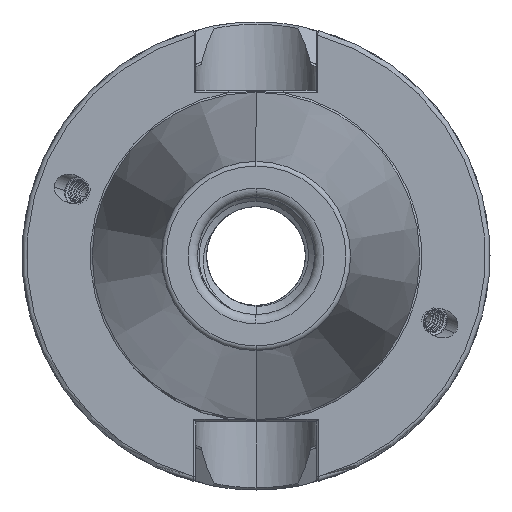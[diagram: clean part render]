
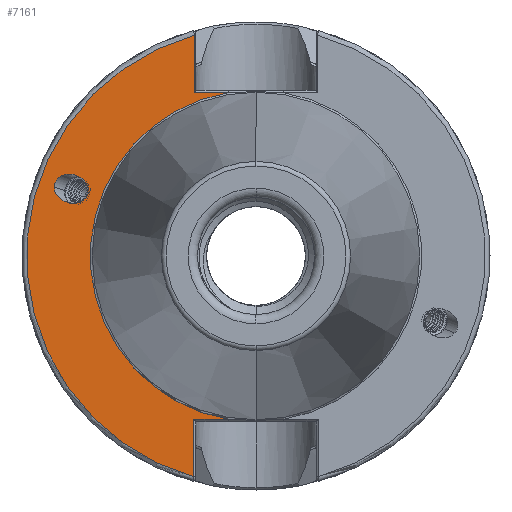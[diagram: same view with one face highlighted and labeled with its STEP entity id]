
A CAD part, left-side view. The second image highlights one B-rep face of the part: STEP entity #7161.
In plain terms, the highlighted planar face has unit normal (-1, 0, 0).
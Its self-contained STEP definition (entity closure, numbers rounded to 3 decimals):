
#2121 =( BOUNDED_CURVE ( )  B_SPLINE_CURVE ( 3, ( #20493, #20533, #20489, #20534 ),
 .UNSPECIFIED., .F., .T. ) 
 B_SPLINE_CURVE_WITH_KNOTS ( ( 4, 4 ),
 ( 0., 0.29 ),
 .UNSPECIFIED. ) 
 CURVE ( )  GEOMETRIC_REPRESENTATION_ITEM ( )  RATIONAL_B_SPLINE_CURVE ( ( 1., 0.993, 0.993, 1. ) ) 
 REPRESENTATION_ITEM ( '' )  );
#2529 = LINE ( 'NONE', #16378, #2538 ) ;
#2530 = VECTOR ( 'NONE', #16382, 1000. ) ;
#2538 = VECTOR ( 'NONE', #16363, 1000. ) ;
#2557 = CIRCLE ( 'NONE', #28556, 49. ) ;
#2569 = LINE ( 'NONE', #16339, #2530 ) ;
#2581 = CIRCLE ( 'NONE', #28551, 35.398 ) ;
#2585 = LINE ( 'NONE', #16474, #2588 ) ;
#2588 = VECTOR ( 'NONE', #16458, 1000. ) ;
#2592 = VECTOR ( 'NONE', #16596, 1000. ) ;
#2618 = LINE ( 'NONE', #16611, #2592 ) ;
#7161 = ADVANCED_FACE ( 'NONE', ( #28423, #28400 ), #11415, .T. ) ;
#8024 = CARTESIAN_POINT ( 'NONE',  ( 0., 35.968, 13.091 ) ) ;
#8038 = CARTESIAN_POINT ( 'NONE',  ( 0., 43.118, 14.766 ) ) ;
#8053 = CARTESIAN_POINT ( 'NONE',  ( 0., 35.816, 13.963 ) ) ;
#8849 = EDGE_LOOP ( 'NONE', ( #8964, #9013, #8970 ) ) ;
#8891 = ORIENTED_EDGE ( 'NONE', *, *, #25268, .T. ) ;
#8910 = ORIENTED_EDGE ( 'NONE', *, *, #25303, .T. ) ;
#8921 = ORIENTED_EDGE ( 'NONE', *, *, #25270, .T. ) ;
#8946 = ORIENTED_EDGE ( 'NONE', *, *, #25284, .T. ) ;
#8964 = ORIENTED_EDGE ( 'NONE', *, *, #21011, .F. ) ;
#8970 = ORIENTED_EDGE ( 'NONE', *, *, #25323, .F. ) ;
#8981 = ORIENTED_EDGE ( 'NONE', *, *, #25278, .F. ) ;
#9006 = ORIENTED_EDGE ( 'NONE', *, *, #25269, .T. ) ;
#9013 = ORIENTED_EDGE ( 'NONE', *, *, #25299, .F. ) ;
#9582 = VERTEX_POINT ( 'NONE', #23972 ) ;
#9603 = VERTEX_POINT ( 'NONE', #23979 ) ;
#9616 = VERTEX_POINT ( 'NONE', #23973 ) ;
#9627 = VERTEX_POINT ( 'NONE', #23967 ) ;
#9649 = VERTEX_POINT ( 'NONE', #23982 ) ;
#9785 = VERTEX_POINT ( 'NONE', #24007 ) ;
#11415 = PLANE ( 'NONE',  #15686 ) ;
#11423 = DIRECTION ( 'NONE',  ( -1., 0., 0. ) ) ;
#11453 = CARTESIAN_POINT ( 'NONE',  ( 0., 35.398, 0. ) ) ;
#11455 = DIRECTION ( 'NONE',  ( 0., 0., 1. ) ) ;
#15686 = AXIS2_PLACEMENT_3D ( 'NONE', #11453, #11423, #11455 ) ;
#16339 = CARTESIAN_POINT ( 'NONE',  ( 0., -12.85, -34.9 ) ) ;
#16355 = DIRECTION ( 'NONE',  ( 0., 0., -1. ) ) ;
#16363 = DIRECTION ( 'NONE',  ( 0., 0., 1. ) ) ;
#16373 = CARTESIAN_POINT ( 'NONE',  ( 0., 0., 0. ) ) ;
#16378 = CARTESIAN_POINT ( 'NONE',  ( 0., 13.279, -35.4 ) ) ;
#16382 = DIRECTION ( 'NONE',  ( 0., -1., 0. ) ) ;
#16385 = DIRECTION ( 'NONE',  ( 1., 0., 0. ) ) ;
#16401 = CARTESIAN_POINT ( 'NONE',  ( 0., 0., 0. ) ) ;
#16408 = DIRECTION ( 'NONE',  ( 0., 0., -1. ) ) ;
#16423 = DIRECTION ( 'NONE',  ( 1., 0., 0. ) ) ;
#16458 = DIRECTION ( 'NONE',  ( 0., 0., 1. ) ) ;
#16474 = CARTESIAN_POINT ( 'NONE',  ( 0., 13.194, 0. ) ) ;
#16500 = CARTESIAN_POINT ( 'NONE',  ( 0., 43.118, 9.99 ) ) ;
#16504 = CARTESIAN_POINT ( 'NONE',  ( 0., 37.57, 8.69 ) ) ;
#16508 = CARTESIAN_POINT ( 'NONE',  ( 0., 35.968, 13.091 ) ) ;
#16522 = CARTESIAN_POINT ( 'NONE',  ( 0., 43.118, 14.766 ) ) ;
#16596 = DIRECTION ( 'NONE',  ( 0., 1., 0. ) ) ;
#16611 = CARTESIAN_POINT ( 'NONE',  ( 0., 35.398, 34.9 ) ) ;
#16697 = CARTESIAN_POINT ( 'NONE',  ( 0., 35.816, 13.963 ) ) ;
#16710 = CARTESIAN_POINT ( 'NONE',  ( 0., 35.816, 20.184 ) ) ;
#16745 = CARTESIAN_POINT ( 'NONE',  ( 0., 43.118, 20.987 ) ) ;
#16760 = CARTESIAN_POINT ( 'NONE',  ( 0., 43.118, 14.766 ) ) ;
#18030 =( BOUNDED_CURVE ( )  B_SPLINE_CURVE ( 3, ( #16522, #16500, #16504, #16508 ),
 .UNSPECIFIED., .F., .F. ) 
 B_SPLINE_CURVE_WITH_KNOTS ( ( 4, 4 ),
 ( 3.431, 6.283 ),
 .UNSPECIFIED. ) 
 CURVE ( )  GEOMETRIC_REPRESENTATION_ITEM ( )  RATIONAL_B_SPLINE_CURVE ( ( 1., 0.43, 0.43, 1. ) ) 
 REPRESENTATION_ITEM ( '' )  );
#18048 =( BOUNDED_CURVE ( )  B_SPLINE_CURVE ( 3, ( #16697, #16710, #16745, #16760 ),
 .UNSPECIFIED., .F., .F. ) 
 B_SPLINE_CURVE_WITH_KNOTS ( ( 4, 4 ),
 ( 0.29, 3.431 ),
 .UNSPECIFIED. ) 
 CURVE ( )  GEOMETRIC_REPRESENTATION_ITEM ( )  RATIONAL_B_SPLINE_CURVE ( ( 1., 0.333, 0.333, 1. ) ) 
 REPRESENTATION_ITEM ( '' )  );
#20489 = CARTESIAN_POINT ( 'NONE',  ( 0., 35.816, 13.662 ) ) ;
#20493 = CARTESIAN_POINT ( 'NONE',  ( 0., 35.968, 13.091 ) ) ;
#20533 = CARTESIAN_POINT ( 'NONE',  ( 0., 35.867, 13.369 ) ) ;
#20534 = CARTESIAN_POINT ( 'NONE',  ( 0., 35.816, 13.963 ) ) ;
#21011 = EDGE_CURVE ( 'NONE', #27529, #27546, #2121, .T. ) ;
#23967 = CARTESIAN_POINT ( 'NONE',  ( 0., 13.194, 47.19 ) ) ;
#23972 = CARTESIAN_POINT ( 'NONE',  ( 0., 13.194, 34.9 ) ) ;
#23973 = CARTESIAN_POINT ( 'NONE',  ( 0., 13.279, -34.9 ) ) ;
#23979 = CARTESIAN_POINT ( 'NONE',  ( 0., 13.279, -47.166 ) ) ;
#23982 = CARTESIAN_POINT ( 'NONE',  ( 0., 5.916, 34.9 ) ) ;
#24007 = CARTESIAN_POINT ( 'NONE',  ( 0., 5.916, -34.9 ) ) ;
#25268 = EDGE_CURVE ( 'NONE', #9785, #9649, #2581, .T. ) ;
#25269 = EDGE_CURVE ( 'NONE', #9603, #9616, #2529, .T. ) ;
#25270 = EDGE_CURVE ( 'NONE', #9616, #9785, #2569, .T. ) ;
#25278 = EDGE_CURVE ( 'NONE', #9603, #9627, #2557, .T. ) ;
#25284 = EDGE_CURVE ( 'NONE', #9582, #9627, #2585, .T. ) ;
#25299 = EDGE_CURVE ( 'NONE', #27537, #27529, #18030, .T. ) ;
#25303 = EDGE_CURVE ( 'NONE', #9649, #9582, #2618, .T. ) ;
#25323 = EDGE_CURVE ( 'NONE', #27546, #27537, #18048, .T. ) ;
#25418 = EDGE_LOOP ( 'NONE', ( #8981, #9006, #8921, #8891, #8910, #8946 ) ) ;
#27529 = VERTEX_POINT ( 'NONE', #8024 ) ;
#27537 = VERTEX_POINT ( 'NONE', #8038 ) ;
#27546 = VERTEX_POINT ( 'NONE', #8053 ) ;
#28400 = FACE_OUTER_BOUND ( 'NONE', #25418, .T. ) ;
#28423 = FACE_BOUND ( 'NONE', #8849, .T. ) ;
#28551 = AXIS2_PLACEMENT_3D ( 'NONE', #16373, #16385, #16355 ) ;
#28556 = AXIS2_PLACEMENT_3D ( 'NONE', #16401, #16423, #16408 ) ;
